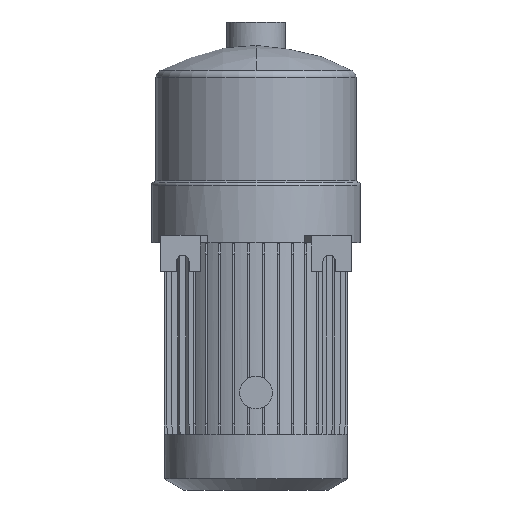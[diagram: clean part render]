
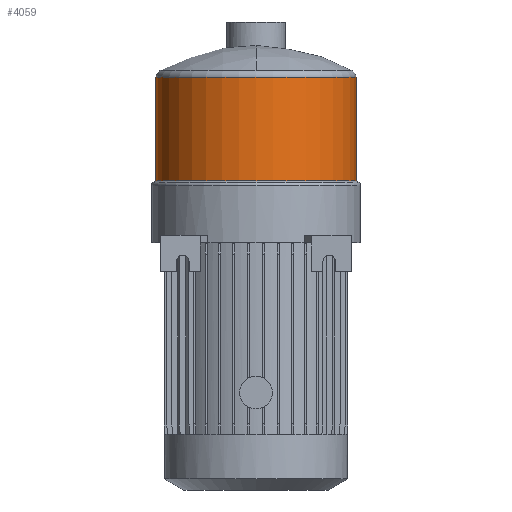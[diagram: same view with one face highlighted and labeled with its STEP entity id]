
A CAD part, front view. The second image highlights one B-rep face of the part: STEP entity #4059.
In plain terms, the highlighted cylindrical face has radius 76.5 mm (diameter 153 mm), a partial arc.
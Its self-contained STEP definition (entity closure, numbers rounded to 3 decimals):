
#341 = VERTEX_POINT ( 'NONE', #1119 ) ;
#590 = CARTESIAN_POINT ( 'NONE',  ( -76.5, 0., -26.5 ) ) ;
#800 = CIRCLE ( 'NONE', #1850, 76.5 ) ;
#1119 = CARTESIAN_POINT ( 'NONE',  ( 76.5, 0., 52.562 ) ) ;
#1270 = VERTEX_POINT ( 'NONE', #2568 ) ;
#1740 = EDGE_CURVE ( 'NONE', #7287, #1270, #3228, .T. ) ;
#1850 = AXIS2_PLACEMENT_3D ( 'NONE', #3255, #4204, #6651 ) ;
#1853 = ORIENTED_EDGE ( 'NONE', *, *, #3192, .T. ) ;
#2384 = ORIENTED_EDGE ( 'NONE', *, *, #1740, .T. ) ;
#2568 = CARTESIAN_POINT ( 'NONE',  ( 76.5, 0., -26.5 ) ) ;
#2936 = CARTESIAN_POINT ( 'NONE',  ( 76.5, 0., 95. ) ) ;
#3192 = EDGE_CURVE ( 'NONE', #1270, #341, #8832, .T. ) ;
#3228 = CIRCLE ( 'NONE', #4655, 76.5 ) ;
#3255 = CARTESIAN_POINT ( 'NONE',  ( 0., 0., 52.562 ) ) ;
#4059 = ADVANCED_FACE ( 'NONE', ( #4846 ), #9070, .T. ) ;
#4204 = DIRECTION ( 'NONE',  ( 0., 0., -1. ) ) ;
#4625 = EDGE_CURVE ( 'NONE', #341, #6671, #800, .T. ) ;
#4629 = CARTESIAN_POINT ( 'NONE',  ( 0., 0., 95. ) ) ;
#4655 = AXIS2_PLACEMENT_3D ( 'NONE', #7958, #9680, #4681 ) ;
#4681 = DIRECTION ( 'NONE',  ( 1., 0., 0. ) ) ;
#4846 = FACE_OUTER_BOUND ( 'NONE', #6704, .T. ) ;
#5173 = CARTESIAN_POINT ( 'NONE',  ( -76.5, 0., 52.562 ) ) ;
#6101 = AXIS2_PLACEMENT_3D ( 'NONE', #4629, #6515, #8015 ) ;
#6515 = DIRECTION ( 'NONE',  ( 0., 0., 1. ) ) ;
#6651 = DIRECTION ( 'NONE',  ( -1., 0., 0. ) ) ;
#6671 = VERTEX_POINT ( 'NONE', #5173 ) ;
#6704 = EDGE_LOOP ( 'NONE', ( #9060, #2384, #1853, #10940 ) ) ;
#6795 = DIRECTION ( 'NONE',  ( 0., 0., 1. ) ) ;
#7287 = VERTEX_POINT ( 'NONE', #590 ) ;
#7729 = LINE ( 'NONE', #9298, #9728 ) ;
#7958 = CARTESIAN_POINT ( 'NONE',  ( 0., 0., -26.5 ) ) ;
#8015 = DIRECTION ( 'NONE',  ( 1., 0., 0. ) ) ;
#8579 = VECTOR ( 'NONE', #9889, 1000. ) ;
#8832 = LINE ( 'NONE', #2936, #8579 ) ;
#9060 = ORIENTED_EDGE ( 'NONE', *, *, #9240, .F. ) ;
#9070 = CYLINDRICAL_SURFACE ( 'NONE', #6101, 76.5 ) ;
#9240 = EDGE_CURVE ( 'NONE', #7287, #6671, #7729, .T. ) ;
#9298 = CARTESIAN_POINT ( 'NONE',  ( -76.5, 0., 95. ) ) ;
#9680 = DIRECTION ( 'NONE',  ( 0., 0., 1. ) ) ;
#9728 = VECTOR ( 'NONE', #6795, 1000. ) ;
#9889 = DIRECTION ( 'NONE',  ( 0., 0., 1. ) ) ;
#10940 = ORIENTED_EDGE ( 'NONE', *, *, #4625, .T. ) ;
